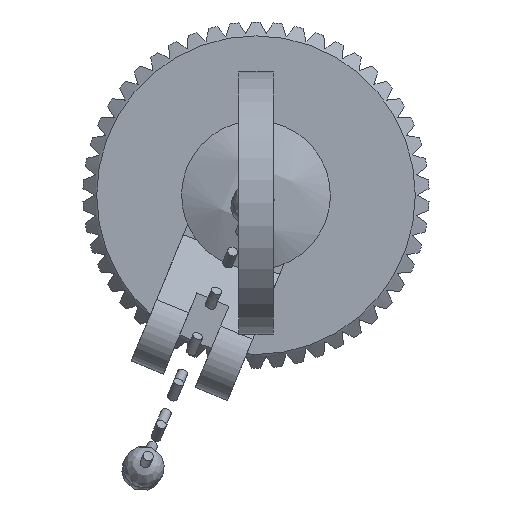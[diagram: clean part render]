
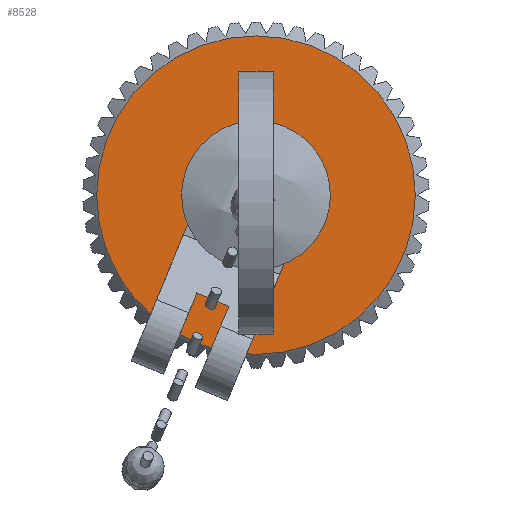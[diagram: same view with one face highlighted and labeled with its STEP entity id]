
A CAD part, left-side view. The second image highlights one B-rep face of the part: STEP entity #8528.
In plain terms, the highlighted planar face has unit normal (-1, 0, 0).
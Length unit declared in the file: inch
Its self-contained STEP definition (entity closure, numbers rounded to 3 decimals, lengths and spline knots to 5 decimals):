
#157 = CARTESIAN_POINT ( 'NONE',  ( 1.40373, 0., 0. ) ) ;
#313 = VERTEX_POINT ( 'NONE', #5082 ) ;
#483 = AXIS2_PLACEMENT_3D ( 'NONE', #3737, #9009, #6793 ) ;
#1527 = CIRCLE ( 'NONE', #483, 0.23 ) ;
#1618 = VERTEX_POINT ( 'NONE', #2821 ) ;
#1652 = EDGE_CURVE ( 'NONE', #313, #313, #2951, .T. ) ;
#1893 = EDGE_CURVE ( 'NONE', #1618, #1618, #1527, .T. ) ;
#2386 = DIRECTION ( 'NONE',  ( 0., 0.924, 0.382 ) ) ;
#2436 = AXIS2_PLACEMENT_3D ( 'NONE', #157, #2524, #2386 ) ;
#2524 = DIRECTION ( 'NONE',  ( -1., 0., 0. ) ) ;
#2821 = CARTESIAN_POINT ( 'NONE',  ( 1.40373, 0., -0.23 ) ) ;
#2951 = CIRCLE ( 'NONE', #2436, 0.0612 ) ;
#2960 = DIRECTION ( 'NONE',  ( 0., 0., -1. ) ) ;
#3052 = FACE_BOUND ( 'NONE', #9222, .T. ) ;
#3394 = EDGE_LOOP ( 'NONE', ( #8349 ) ) ;
#3737 = CARTESIAN_POINT ( 'NONE',  ( 1.40373, 0., 0. ) ) ;
#4839 = FACE_OUTER_BOUND ( 'NONE', #3394, .T. ) ;
#5082 = CARTESIAN_POINT ( 'NONE',  ( 1.40373, 0.05657, 0.02337 ) ) ;
#5408 = ORIENTED_EDGE ( 'NONE', *, *, #1652, .F. ) ;
#6793 = DIRECTION ( 'NONE',  ( 0., 0., -1. ) ) ;
#7393 = DIRECTION ( 'NONE',  ( 1., 0., 0. ) ) ;
#8174 = PLANE ( 'NONE',  #8464 ) ;
#8349 = ORIENTED_EDGE ( 'NONE', *, *, #1893, .T. ) ;
#8464 = AXIS2_PLACEMENT_3D ( 'NONE', #8992, #7393, #2960 ) ;
#8528 = ADVANCED_FACE ( 'NONE', ( #3052, #4839 ), #8174, .F. ) ;
#8992 = CARTESIAN_POINT ( 'NONE',  ( 1.40373, 0., 0. ) ) ;
#9009 = DIRECTION ( 'NONE',  ( -1., 0., 0. ) ) ;
#9222 = EDGE_LOOP ( 'NONE', ( #5408 ) ) ;
